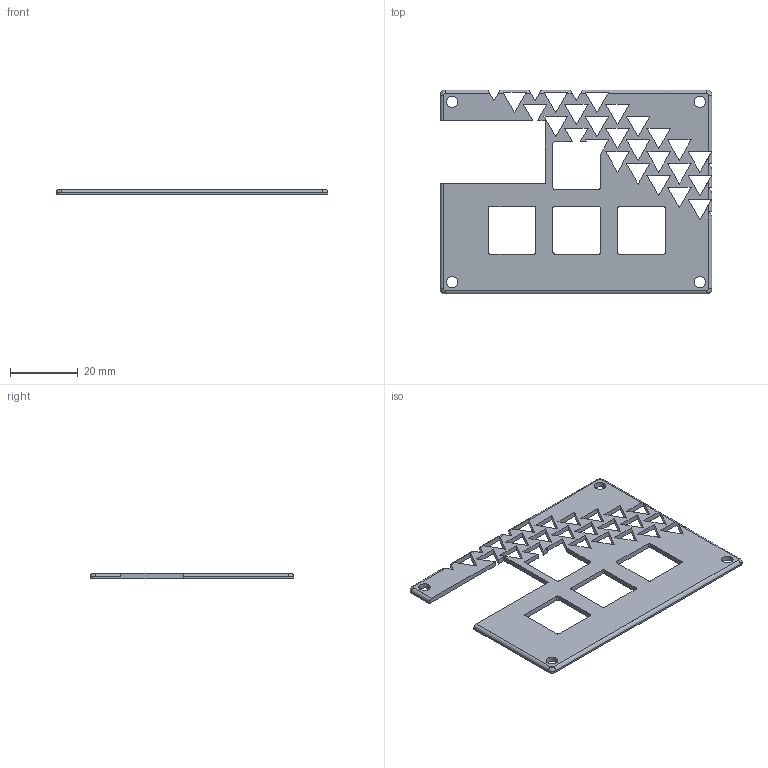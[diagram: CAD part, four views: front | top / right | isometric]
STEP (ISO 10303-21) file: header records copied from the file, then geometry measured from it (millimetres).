
FILE_DESCRIPTION(/* description */ (''),/* implementation_level */ '2;1');
FILE_NAME(/* name */ 'cubus_plate.step',/* time_stamp */ '2025-12-03T22:00:30+01:00',/* author */ (''),/* organization */ (''),/* preprocessor_version */ 'ST-DEVELOPER v20.1',/* originating_system */ 'Autodesk Translation Framework v14.17.0.0',/* authorisation */ '');
FILE_SCHEMA (('AUTOMOTIVE_DESIGN { 1 0 10303 214 3 1 1 }'));
Length unit declared in the file: millimetre
Products named in the file (1): Macroboard - Plate
Bounding box: 80 x 60 x 1.5 mm (x, y, z)
Volume: 4268.2 mm3; surface area: 7360.3 mm2
Topology: 1 solids, 1 shells, 673 faces, 1904 edges, 1264 vertices
Faces by surface type: bspline 334, plane 304, cylinder 35
Full cylindrical faces by diameter (mm): 3.4 x4
Entity records: 24863 total; most frequent: CARTESIAN_POINT 9484, ORIENTED_EDGE 3808, DIRECTION 2012, EDGE_CURVE 1904, VERTEX_POINT 1264, LINE 1156, VECTOR 1156, EDGE_LOOP 762
